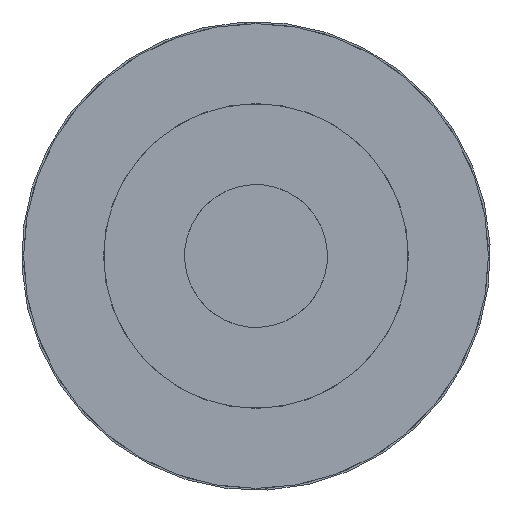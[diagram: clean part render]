
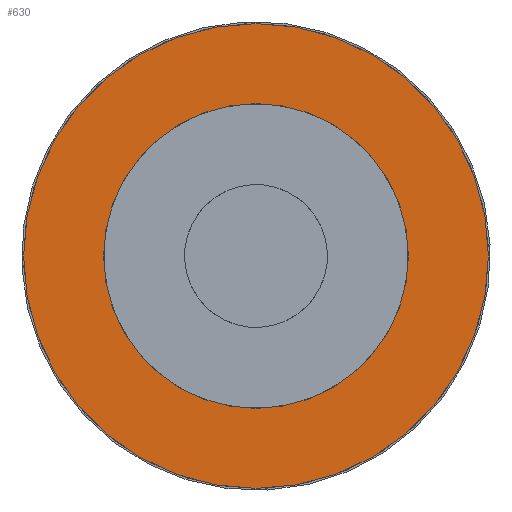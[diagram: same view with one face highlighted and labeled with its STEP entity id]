
A CAD part, front view. The second image highlights one B-rep face of the part: STEP entity #630.
In plain terms, the highlighted planar face has unit normal (0, -1, 0).
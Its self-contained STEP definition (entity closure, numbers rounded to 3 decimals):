
#23 = CIRCLE ( 'NONE', #243, 12.2 ) ;
#44 = CARTESIAN_POINT ( 'NONE',  ( 0., 0., -8. ) ) ;
#62 = DIRECTION ( 'NONE',  ( 0., 0., 1. ) ) ;
#63 = CARTESIAN_POINT ( 'NONE',  ( 0., 0., -12.2 ) ) ;
#116 = EDGE_CURVE ( 'NONE', #1410, #588, #951, .T. ) ;
#155 = FACE_OUTER_BOUND ( 'NONE', #192, .T. ) ;
#177 = ORIENTED_EDGE ( 'NONE', *, *, #1342, .F. ) ;
#181 = CIRCLE ( 'NONE', #1408, 12.2 ) ;
#192 = EDGE_LOOP ( 'NONE', ( #177, #295 ) ) ;
#243 = AXIS2_PLACEMENT_3D ( 'NONE', #1098, #865, #62 ) ;
#288 = DIRECTION ( 'NONE',  ( 0., 1., 0. ) ) ;
#290 = AXIS2_PLACEMENT_3D ( 'NONE', #445, #1253, #1248 ) ;
#295 = ORIENTED_EDGE ( 'NONE', *, *, #1176, .F. ) ;
#300 = DIRECTION ( 'NONE',  ( 0., 0., 1. ) ) ;
#302 = VERTEX_POINT ( 'NONE', #63 ) ;
#319 = CARTESIAN_POINT ( 'NONE',  ( 0., 0., 0. ) ) ;
#375 = ORIENTED_EDGE ( 'NONE', *, *, #1450, .T. ) ;
#396 = DIRECTION ( 'NONE',  ( 0., 1., 0. ) ) ;
#411 = PLANE ( 'NONE',  #1431 ) ;
#445 = CARTESIAN_POINT ( 'NONE',  ( 0., 0., 0. ) ) ;
#588 = VERTEX_POINT ( 'NONE', #44 ) ;
#630 = ADVANCED_FACE ( 'NONE', ( #155, #1357 ), #411, .F. ) ;
#678 = VERTEX_POINT ( 'NONE', #966 ) ;
#850 = EDGE_LOOP ( 'NONE', ( #375, #1006 ) ) ;
#865 = DIRECTION ( 'NONE',  ( 0., 1., 0. ) ) ;
#887 = DIRECTION ( 'NONE',  ( 0., 1., 0. ) ) ;
#909 = AXIS2_PLACEMENT_3D ( 'NONE', #319, #887, #1492 ) ;
#951 = CIRCLE ( 'NONE', #290, 8. ) ;
#966 = CARTESIAN_POINT ( 'NONE',  ( 0., 0., 12.2 ) ) ;
#1006 = ORIENTED_EDGE ( 'NONE', *, *, #116, .T. ) ;
#1052 = CIRCLE ( 'NONE', #909, 8. ) ;
#1098 = CARTESIAN_POINT ( 'NONE',  ( 0., 0., 0. ) ) ;
#1152 = CARTESIAN_POINT ( 'NONE',  ( 0., 0., 8. ) ) ;
#1176 = EDGE_CURVE ( 'NONE', #678, #302, #23, .T. ) ;
#1222 = CARTESIAN_POINT ( 'NONE',  ( 0., 0., 0. ) ) ;
#1230 = DIRECTION ( 'NONE',  ( 0., 0., 1. ) ) ;
#1248 = DIRECTION ( 'NONE',  ( 0., 0., 1. ) ) ;
#1253 = DIRECTION ( 'NONE',  ( 0., 1., 0. ) ) ;
#1342 = EDGE_CURVE ( 'NONE', #302, #678, #181, .T. ) ;
#1357 = FACE_BOUND ( 'NONE', #850, .T. ) ;
#1408 = AXIS2_PLACEMENT_3D ( 'NONE', #1453, #396, #300 ) ;
#1410 = VERTEX_POINT ( 'NONE', #1152 ) ;
#1431 = AXIS2_PLACEMENT_3D ( 'NONE', #1222, #288, #1230 ) ;
#1450 = EDGE_CURVE ( 'NONE', #588, #1410, #1052, .T. ) ;
#1453 = CARTESIAN_POINT ( 'NONE',  ( 0., 0., 0. ) ) ;
#1492 = DIRECTION ( 'NONE',  ( 0., 0., 1. ) ) ;
